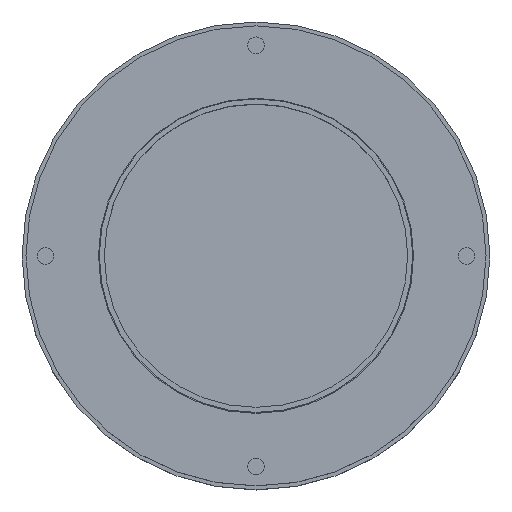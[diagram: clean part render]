
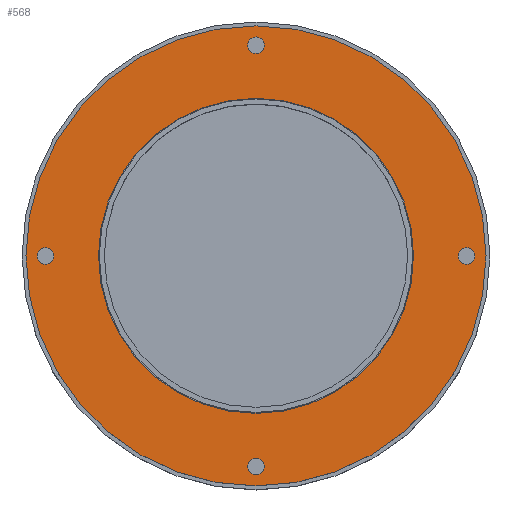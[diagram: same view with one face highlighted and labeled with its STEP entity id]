
A CAD part, top view. The second image highlights one B-rep face of the part: STEP entity #568.
In plain terms, the highlighted planar face has unit normal (0, 0, 1).
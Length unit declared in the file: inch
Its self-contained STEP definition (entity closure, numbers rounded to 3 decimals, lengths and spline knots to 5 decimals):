
#280=CARTESIAN_POINT('',(0.,-2.793,0.5));
#281=VERTEX_POINT('',#280);
#282=CARTESIAN_POINT('',(0.,-2.6875,0.5));
#283=DIRECTION('',(0.0,0.0,-1.0));
#284=DIRECTION('',(0.0,-1.0,0.0));
#285=AXIS2_PLACEMENT_3D('',#282,#283,#284);
#286=CIRCLE('',#285,0.1055);
#287=EDGE_CURVE('',#281,#281,#286,.T.);
#321=CARTESIAN_POINT('',(-2.793,0.,0.5));
#322=VERTEX_POINT('',#321);
#323=CARTESIAN_POINT('',(-2.6875,0.,0.5));
#324=DIRECTION('',(0.0,0.0,-1.0));
#325=DIRECTION('',(-1.0,0.0,0.0));
#326=AXIS2_PLACEMENT_3D('',#323,#324,#325);
#327=CIRCLE('',#326,0.1055);
#328=EDGE_CURVE('',#322,#322,#327,.T.);
#362=CARTESIAN_POINT('',(0.,2.793,0.5));
#363=VERTEX_POINT('',#362);
#364=CARTESIAN_POINT('',(0.,2.6875,0.5));
#365=DIRECTION('',(0.0,0.0,-1.0));
#366=DIRECTION('',(0.0,1.0,0.0));
#367=AXIS2_PLACEMENT_3D('',#364,#365,#366);
#368=CIRCLE('',#367,0.1055);
#369=EDGE_CURVE('',#363,#363,#368,.T.);
#403=CARTESIAN_POINT('',(2.793,0.0,0.5));
#404=VERTEX_POINT('',#403);
#405=CARTESIAN_POINT('',(2.6875,0.0,0.5));
#406=DIRECTION('',(0.0,0.0,-1.0));
#407=DIRECTION('',(1.0,0.0,0.0));
#408=AXIS2_PLACEMENT_3D('',#405,#406,#407);
#409=CIRCLE('',#408,0.1055);
#410=EDGE_CURVE('',#404,#404,#409,.T.);
#469=CARTESIAN_POINT('',(2.01,0.0,0.5));
#470=VERTEX_POINT('',#469);
#471=CARTESIAN_POINT('',(0.0,0.0,0.5));
#472=DIRECTION('',(0.0,0.0,-1.0));
#473=DIRECTION('',(1.0,0.0,0.0));
#474=AXIS2_PLACEMENT_3D('',#471,#472,#473);
#475=CIRCLE('',#474,2.01);
#476=EDGE_CURVE('',#470,#470,#475,.T.);
#530=CARTESIAN_POINT('',(2.935,0.,0.5));
#531=VERTEX_POINT('',#530);
#532=CARTESIAN_POINT('',(0.0,0.0,0.5));
#533=DIRECTION('',(0.0,0.0,-1.0));
#534=DIRECTION('',(-1.0,0.0,0.0));
#535=AXIS2_PLACEMENT_3D('',#532,#533,#534);
#536=CIRCLE('',#535,2.935);
#537=EDGE_CURVE('',#531,#531,#536,.T.);
#545=CARTESIAN_POINT('',(0.0,0.0,0.5));
#546=DIRECTION('',(0.0,0.0,-1.0));
#547=DIRECTION('',(-1.0,0.0,0.0));
#548=AXIS2_PLACEMENT_3D('',#545,#546,#547);
#549=PLANE('',#548);
#550=ORIENTED_EDGE('',*,*,#537,.F.);
#551=EDGE_LOOP('',(#550));
#552=FACE_OUTER_BOUND('',#551,.T.);
#553=ORIENTED_EDGE('',*,*,#287,.T.);
#554=EDGE_LOOP('',(#553));
#555=FACE_BOUND('',#554,.T.);
#556=ORIENTED_EDGE('',*,*,#328,.T.);
#557=EDGE_LOOP('',(#556));
#558=FACE_BOUND('',#557,.T.);
#559=ORIENTED_EDGE('',*,*,#369,.T.);
#560=EDGE_LOOP('',(#559));
#561=FACE_BOUND('',#560,.T.);
#562=ORIENTED_EDGE('',*,*,#410,.T.);
#563=EDGE_LOOP('',(#562));
#564=FACE_BOUND('',#563,.T.);
#565=ORIENTED_EDGE('',*,*,#476,.T.);
#566=EDGE_LOOP('',(#565));
#567=FACE_BOUND('',#566,.T.);
#568=ADVANCED_FACE('',(#552,#555,#558,#561,#564,#567),#549,.F.);
